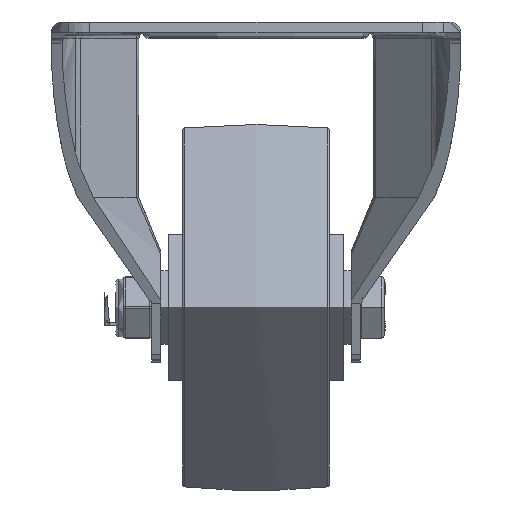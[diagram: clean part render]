
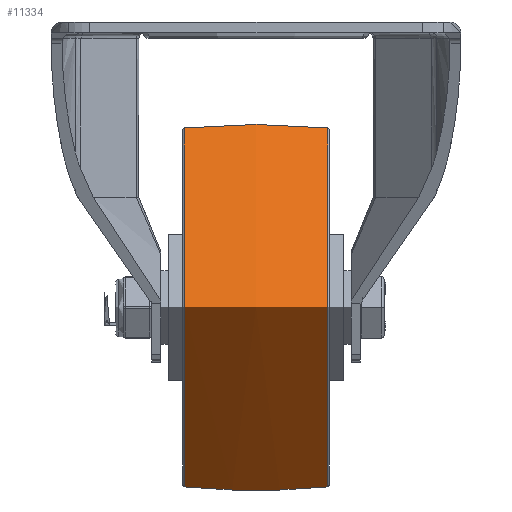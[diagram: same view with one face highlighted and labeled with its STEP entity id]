
A CAD part, left-side view. The second image highlights one B-rep face of the part: STEP entity #11334.
In plain terms, the highlighted free-form (B-spline) face has degree [2, 2] with [3, 9] control points.
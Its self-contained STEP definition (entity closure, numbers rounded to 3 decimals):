
#69=(
BOUNDED_SURFACE()
B_SPLINE_SURFACE(2,2,((#22598,#22599,#22600,#22601,#22602,#22603,#22604,
#22605,#22606),(#22607,#22608,#22609,#22610,#22611,#22612,#22613,#22614,
#22615),(#22616,#22617,#22618,#22619,#22620,#22621,#22622,#22623,#22624)),
 .UNSPECIFIED.,.F.,.T.,.F.)
B_SPLINE_SURFACE_WITH_KNOTS((3,3),(3,2,2,2,3),(-0.098,0.098),
(-3.142,-1.571,0.,1.571,3.142),
 .UNSPECIFIED.)
GEOMETRIC_REPRESENTATION_ITEM()
RATIONAL_B_SPLINE_SURFACE(((1.,0.707,1.,0.707,1.,
0.707,1.,0.707,1.),(0.995,0.704,
0.995,0.704,0.995,0.704,0.995,
0.704,0.995),(1.,0.707,1.,0.707,
1.,0.707,1.,0.707,1.)))
REPRESENTATION_ITEM('')
SURFACE()
);
#1640=FACE_OUTER_BOUND('',#2350,.T.);
#2350=EDGE_LOOP('',(#8705,#8706,#8707,#8708));
#4435=CIRCLE('',#12383,49.045);
#4436=CIRCLE('',#12384,200.5);
#4437=CIRCLE('',#12385,49.045);
#5113=VERTEX_POINT('',#22595);
#5114=VERTEX_POINT('',#22625);
#6417=EDGE_CURVE('',#5113,#5113,#4435,.T.);
#6418=EDGE_CURVE('',#5113,#5114,#4436,.T.);
#6419=EDGE_CURVE('',#5114,#5114,#4437,.T.);
#8705=ORIENTED_EDGE('',*,*,#6417,.F.);
#8706=ORIENTED_EDGE('',*,*,#6418,.T.);
#8707=ORIENTED_EDGE('',*,*,#6419,.T.);
#8708=ORIENTED_EDGE('',*,*,#6418,.F.);
#11334=ADVANCED_FACE('',(#1640),#69,.F.);
#12383=AXIS2_PLACEMENT_3D('',#22597,#14200,#14201);
#12384=AXIS2_PLACEMENT_3D('',#22626,#14202,#14203);
#12385=AXIS2_PLACEMENT_3D('',#22627,#14204,#14205);
#14200=DIRECTION('center_axis',(0.,1.,0.));
#14201=DIRECTION('ref_axis',(0.,0.,1.));
#14202=DIRECTION('center_axis',(-1.,0.,0.));
#14203=DIRECTION('ref_axis',(0.,0.,-1.));
#14204=DIRECTION('center_axis',(0.,1.,0.));
#14205=DIRECTION('ref_axis',(0.,0.,1.));
#22595=CARTESIAN_POINT('',(0.,19.549,-49.045));
#22597=CARTESIAN_POINT('Origin',(0.,19.549,0.));
#22598=CARTESIAN_POINT('Ctrl Pts',(0.,-19.549,-49.045));
#22599=CARTESIAN_POINT('Ctrl Pts',(-49.045,-19.549,-49.045));
#22600=CARTESIAN_POINT('Ctrl Pts',(-49.045,-19.549,0.));
#22601=CARTESIAN_POINT('Ctrl Pts',(-49.045,-19.549,49.045));
#22602=CARTESIAN_POINT('Ctrl Pts',(0.,-19.549,49.045));
#22603=CARTESIAN_POINT('Ctrl Pts',(49.045,-19.549,49.045));
#22604=CARTESIAN_POINT('Ctrl Pts',(49.045,-19.549,0.));
#22605=CARTESIAN_POINT('Ctrl Pts',(49.045,-19.549,-49.045));
#22606=CARTESIAN_POINT('Ctrl Pts',(0.,-19.549,-49.045));
#22607=CARTESIAN_POINT('Ctrl Pts',(0.,0.,-50.96));
#22608=CARTESIAN_POINT('Ctrl Pts',(-50.96,0.,
-50.96));
#22609=CARTESIAN_POINT('Ctrl Pts',(-50.96,0.,
0.));
#22610=CARTESIAN_POINT('Ctrl Pts',(-50.96,0.,
50.96));
#22611=CARTESIAN_POINT('Ctrl Pts',(0.,0.,50.96));
#22612=CARTESIAN_POINT('Ctrl Pts',(50.96,0.,
50.96));
#22613=CARTESIAN_POINT('Ctrl Pts',(50.96,0.,
0.));
#22614=CARTESIAN_POINT('Ctrl Pts',(50.96,0.,
-50.96));
#22615=CARTESIAN_POINT('Ctrl Pts',(0.,0.,-50.96));
#22616=CARTESIAN_POINT('Ctrl Pts',(0.,19.549,-49.045));
#22617=CARTESIAN_POINT('Ctrl Pts',(-49.045,19.549,-49.045));
#22618=CARTESIAN_POINT('Ctrl Pts',(-49.045,19.549,0.));
#22619=CARTESIAN_POINT('Ctrl Pts',(-49.045,19.549,49.045));
#22620=CARTESIAN_POINT('Ctrl Pts',(0.,19.549,49.045));
#22621=CARTESIAN_POINT('Ctrl Pts',(49.045,19.549,49.045));
#22622=CARTESIAN_POINT('Ctrl Pts',(49.045,19.549,0.));
#22623=CARTESIAN_POINT('Ctrl Pts',(49.045,19.549,-49.045));
#22624=CARTESIAN_POINT('Ctrl Pts',(0.,19.549,-49.045));
#22625=CARTESIAN_POINT('',(0.,-19.549,-49.045));
#22626=CARTESIAN_POINT('Origin',(0.,0.,
150.5));
#22627=CARTESIAN_POINT('Origin',(0.,-19.549,0.));
